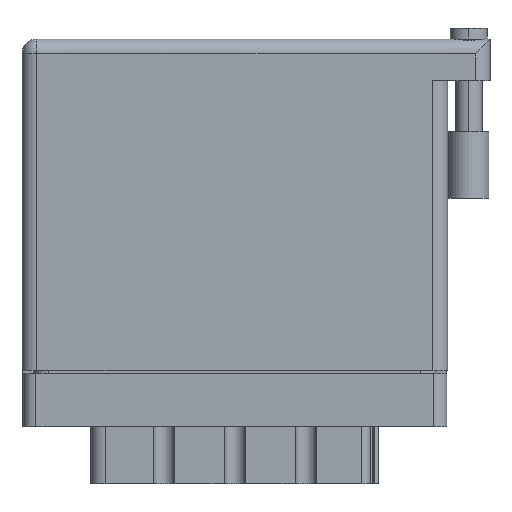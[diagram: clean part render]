
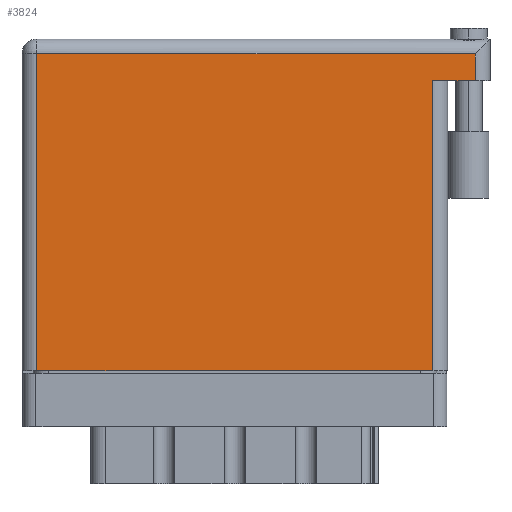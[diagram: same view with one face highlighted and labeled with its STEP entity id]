
A CAD part, front view. The second image highlights one B-rep face of the part: STEP entity #3824.
In plain terms, the highlighted face is planar.
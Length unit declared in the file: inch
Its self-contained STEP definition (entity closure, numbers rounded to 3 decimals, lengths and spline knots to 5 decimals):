
#1085 = DIRECTION ( 'NONE',  ( 0., 1., 0. ) ) ;
#1152 = VECTOR ( 'NONE', #29300, 39.37008 ) ;
#1605 = CARTESIAN_POINT ( 'NONE',  ( 0., 1.496, 0. ) ) ;
#2490 = LINE ( 'NONE', #11419, #28461 ) ;
#2868 = VERTEX_POINT ( 'NONE', #4612 ) ;
#3689 = VERTEX_POINT ( 'NONE', #23296 ) ;
#3824 = ADVANCED_FACE ( 'NONE', ( #5039 ), #31143, .F. ) ;
#3935 = ORIENTED_EDGE ( 'NONE', *, *, #13167, .T. ) ;
#4612 = CARTESIAN_POINT ( 'NONE',  ( 1.938, 1.369, 0. ) ) ;
#4927 = ORIENTED_EDGE ( 'NONE', *, *, #15050, .T. ) ;
#4988 = VECTOR ( 'NONE', #37431, 39.37008 ) ;
#5039 = FACE_OUTER_BOUND ( 'NONE', #14374, .T. ) ;
#5319 = LINE ( 'NONE', #1605, #18204 ) ;
#8359 = ORIENTED_EDGE ( 'NONE', *, *, #9497, .T. ) ;
#8557 = DIRECTION ( 'NONE',  ( 0., 0., -1. ) ) ;
#8810 = CARTESIAN_POINT ( 'NONE',  ( 0.07, 0., 0. ) ) ;
#8826 = VERTEX_POINT ( 'NONE', #38412 ) ;
#8855 = LINE ( 'NONE', #18993, #4988 ) ;
#9497 = EDGE_CURVE ( 'NONE', #8826, #2868, #2490, .T. ) ;
#10606 = LINE ( 'NONE', #33195, #17287 ) ;
#10712 = EDGE_CURVE ( 'NONE', #18980, #20868, #10606, .T. ) ;
#11419 = CARTESIAN_POINT ( 'NONE',  ( 1.938, 1.369, 0. ) ) ;
#12132 = LINE ( 'NONE', #8810, #40176 ) ;
#12937 = CARTESIAN_POINT ( 'NONE',  ( 2.208, 1.369, 0. ) ) ;
#13167 = EDGE_CURVE ( 'NONE', #20868, #3689, #5319, .T. ) ;
#13337 = EDGE_CURVE ( 'NONE', #15791, #8826, #8855, .T. ) ;
#14374 = EDGE_LOOP ( 'NONE', ( #16873, #8359, #34979, #29796, #3935, #4927 ) ) ;
#15050 = EDGE_CURVE ( 'NONE', #3689, #15791, #12132, .T. ) ;
#15264 = EDGE_CURVE ( 'NONE', #18980, #2868, #16658, .T. ) ;
#15646 = DIRECTION ( 'NONE',  ( 0., -1., 0. ) ) ;
#15791 = VERTEX_POINT ( 'NONE', #23660 ) ;
#16658 = LINE ( 'NONE', #12937, #1152 ) ;
#16873 = ORIENTED_EDGE ( 'NONE', *, *, #13337, .T. ) ;
#17287 = VECTOR ( 'NONE', #1085, 39.37008 ) ;
#17957 = DIRECTION ( 'NONE',  ( -1., 0., 0. ) ) ;
#18204 = VECTOR ( 'NONE', #17957, 39.37008 ) ;
#18980 = VERTEX_POINT ( 'NONE', #25351 ) ;
#18993 = CARTESIAN_POINT ( 'NONE',  ( 0., 0., 0. ) ) ;
#20765 = AXIS2_PLACEMENT_3D ( 'NONE', #24317, #8557, #33844 ) ;
#20868 = VERTEX_POINT ( 'NONE', #22594 ) ;
#22594 = CARTESIAN_POINT ( 'NONE',  ( 2.138, 1.496, 0. ) ) ;
#23296 = CARTESIAN_POINT ( 'NONE',  ( 0.07, 1.496, 0. ) ) ;
#23660 = CARTESIAN_POINT ( 'NONE',  ( 0.07, 0., 0. ) ) ;
#24317 = CARTESIAN_POINT ( 'NONE',  ( 0., 1.566, 0. ) ) ;
#25351 = CARTESIAN_POINT ( 'NONE',  ( 2.138, 1.369, 0. ) ) ;
#28461 = VECTOR ( 'NONE', #40405, 39.37008 ) ;
#29300 = DIRECTION ( 'NONE',  ( -1., 0., 0. ) ) ;
#29796 = ORIENTED_EDGE ( 'NONE', *, *, #10712, .T. ) ;
#31143 = PLANE ( 'NONE',  #20765 ) ;
#33195 = CARTESIAN_POINT ( 'NONE',  ( 2.138, 1.566, 0. ) ) ;
#33844 = DIRECTION ( 'NONE',  ( -1., 0., 0. ) ) ;
#34979 = ORIENTED_EDGE ( 'NONE', *, *, #15264, .F. ) ;
#37431 = DIRECTION ( 'NONE',  ( 1., 0., 0. ) ) ;
#38412 = CARTESIAN_POINT ( 'NONE',  ( 1.938, 0., 0. ) ) ;
#40176 = VECTOR ( 'NONE', #15646, 39.37008 ) ;
#40405 = DIRECTION ( 'NONE',  ( 0., 1., 0. ) ) ;
